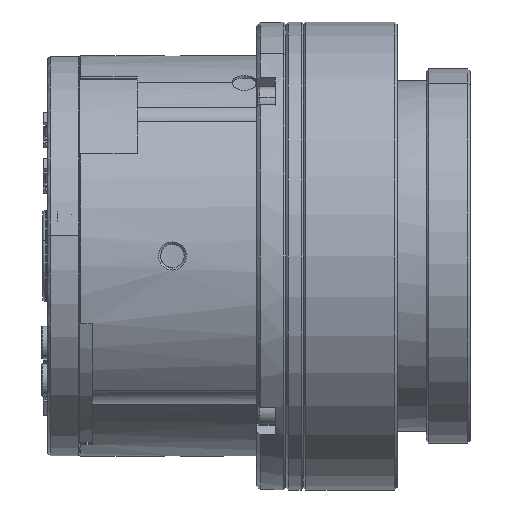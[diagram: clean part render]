
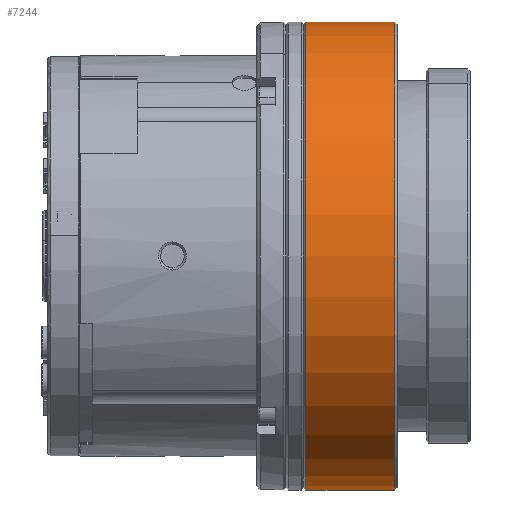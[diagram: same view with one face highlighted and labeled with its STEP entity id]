
A CAD part, front view. The second image highlights one B-rep face of the part: STEP entity #7244.
In plain terms, the highlighted cylindrical face has radius 40 mm (diameter 80 mm), a partial arc.
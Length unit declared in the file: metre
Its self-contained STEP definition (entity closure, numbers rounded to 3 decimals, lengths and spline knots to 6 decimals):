
#154 = CARTESIAN_POINT ( 'NONE',  ( 0.027, 0., 0.04 ) ) ;
#4209 = DIRECTION ( 'NONE',  ( 1., 0., 0. ) ) ;
#4386 = LINE ( 'NONE', #154, #44567 ) ;
#5258 = EDGE_CURVE ( 'NONE', #15936, #57193, #42898, .T. ) ;
#7244 = ADVANCED_FACE ( 'NONE', ( #58458 ), #18857, .T. ) ;
#7292 = DIRECTION ( 'NONE',  ( 1., 0., 0. ) ) ;
#7730 = AXIS2_PLACEMENT_3D ( 'NONE', #10101, #8822, #28913 ) ;
#8822 = DIRECTION ( 'NONE',  ( -1., 0., 0. ) ) ;
#9784 = VECTOR ( 'NONE', #10170, 1. ) ;
#10101 = CARTESIAN_POINT ( 'NONE',  ( 0.027, 0., 0. ) ) ;
#10170 = DIRECTION ( 'NONE',  ( -1., 0., 0. ) ) ;
#10858 = EDGE_CURVE ( 'NONE', #57193, #24040, #14694, .T. ) ;
#14261 = CARTESIAN_POINT ( 'NONE',  ( 0.0194, 0., 0. ) ) ;
#14694 = LINE ( 'NONE', #49419, #9784 ) ;
#15598 = CARTESIAN_POINT ( 'NONE',  ( 0.0346, 0., 0.04 ) ) ;
#15936 = VERTEX_POINT ( 'NONE', #15598 ) ;
#16838 = ORIENTED_EDGE ( 'NONE', *, *, #5258, .F. ) ;
#18857 = CYLINDRICAL_SURFACE ( 'NONE', #7730, 0.04 ) ;
#19880 = CARTESIAN_POINT ( 'NONE',  ( 0.0194, 0., -0.04 ) ) ;
#22859 = VERTEX_POINT ( 'NONE', #25361 ) ;
#24040 = VERTEX_POINT ( 'NONE', #19880 ) ;
#25361 = CARTESIAN_POINT ( 'NONE',  ( 0.0194, 0., 0.04 ) ) ;
#26743 = CARTESIAN_POINT ( 'NONE',  ( 0.0346, 0., 0. ) ) ;
#28913 = DIRECTION ( 'NONE',  ( 0., 0., 1. ) ) ;
#29842 = ORIENTED_EDGE ( 'NONE', *, *, #42927, .F. ) ;
#32145 = AXIS2_PLACEMENT_3D ( 'NONE', #14261, #4209, #53867 ) ;
#42660 = DIRECTION ( 'NONE',  ( 0., 0., 1. ) ) ;
#42898 = CIRCLE ( 'NONE', #51184, 0.04 ) ;
#42927 = EDGE_CURVE ( 'NONE', #22859, #15936, #4386, .T. ) ;
#44567 = VECTOR ( 'NONE', #63131, 1. ) ;
#48706 = EDGE_CURVE ( 'NONE', #22859, #24040, #60135, .T. ) ;
#49419 = CARTESIAN_POINT ( 'NONE',  ( 0.027, 0., -0.04 ) ) ;
#51184 = AXIS2_PLACEMENT_3D ( 'NONE', #26743, #7292, #42660 ) ;
#53867 = DIRECTION ( 'NONE',  ( 0., 0., 1. ) ) ;
#54195 = ORIENTED_EDGE ( 'NONE', *, *, #48706, .T. ) ;
#57193 = VERTEX_POINT ( 'NONE', #57603 ) ;
#57603 = CARTESIAN_POINT ( 'NONE',  ( 0.0346, 0., -0.04 ) ) ;
#58021 = EDGE_LOOP ( 'NONE', ( #29842, #54195, #62370, #16838 ) ) ;
#58458 = FACE_OUTER_BOUND ( 'NONE', #58021, .T. ) ;
#60135 = CIRCLE ( 'NONE', #32145, 0.04 ) ;
#62370 = ORIENTED_EDGE ( 'NONE', *, *, #10858, .F. ) ;
#63131 = DIRECTION ( 'NONE',  ( 1., 0., 0. ) ) ;
